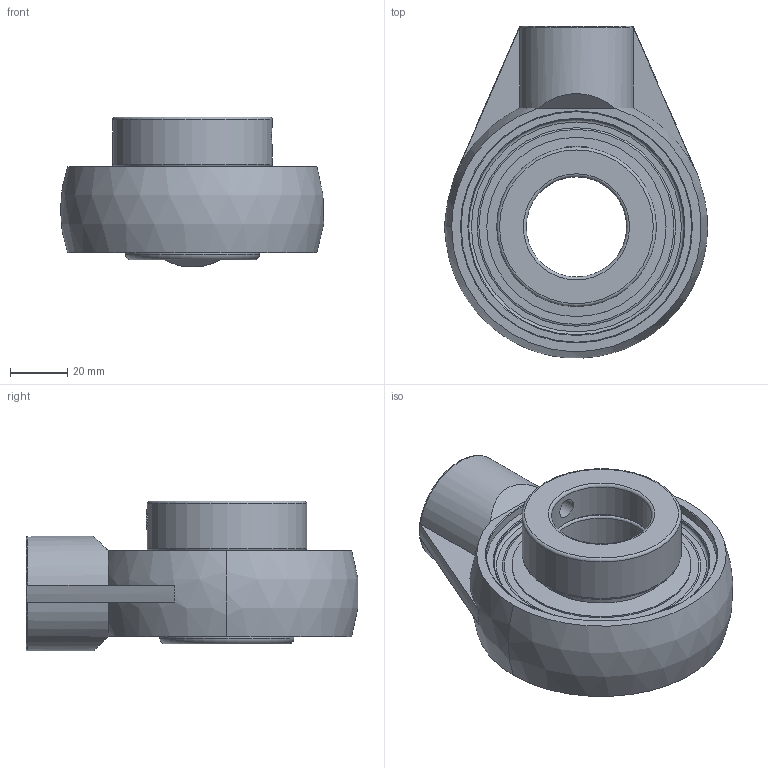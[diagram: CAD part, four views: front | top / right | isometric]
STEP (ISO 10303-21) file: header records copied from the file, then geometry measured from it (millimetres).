
FILE_DESCRIPTION(('HOOPS Exchange Step'),'2;1');
FILE_NAME('export-9D451D58-7C68-4261-86F6-A62AE6445562.stp','2020-05-20T08:00:25-07:00',('dkerr'),('Alibre'),'HOOPS Exchange 2020.0','Alibre','Unknown authorisation');
FILE_SCHEMA( ('AP242_MANAGED_MODEL_BASED_3D_ENGINEERING_MIM_LF {1 0 10303 442 1 1 4 }') );
Length unit declared in the file: inch
Products named in the file (8): MRN SHAM L4L 207; SNC 207 (Shield); SNC 207 (Ball Bearing); SNC 207 (Setscrew); SNC 207 (Collar); SNC 207 L4L (35mm) (Race); MRN SNC 207 L4L (35mm); MRN SNCSHAM 207 L4L (35mm)
Assembly tree (8 placements, depth 3):
  MRN SNCSHAM 207 L4L (35mm)
    MRN SHAM L4L 207
    MRN SNC 207 L4L (35mm)
      SNC 207 (Shield)  x2
      SNC 207 (Ball Bearing)
      SNC 207 (Setscrew)
      SNC 207 (Collar)
      SNC 207 L4L (35mm) (Race)
Bounding box: 91.71 x 115.66 x 52.26 mm (x, y, z)
Volume: 172297.1 mm3; surface area: 65448.5 mm2
Topology: 16 solids, 16 shells, 134 faces, 369 edges, 246 vertices
Faces by surface type: plane 44, cylinder 36, sphere 18, torus 17, cone 15, bspline 4
Full cylindrical faces by diameter (mm): 6.782 x3, 19.05 x1, 35 x2, 44.196 x2, 46.672 x2, 46.736 x2, 47.752 x2, 55.601 x1, 59.006 x2, 62.484 x2, 75.166 x2, 80.35 x1
Entity records: 6334 total; most frequent: CARTESIAN_POINT 2824, DIRECTION 777, ORIENTED_EDGE 646, AXIS2_PLACEMENT_3D 344, EDGE_CURVE 323, VERTEX_POINT 232, CIRCLE 195, EDGE_LOOP 145
